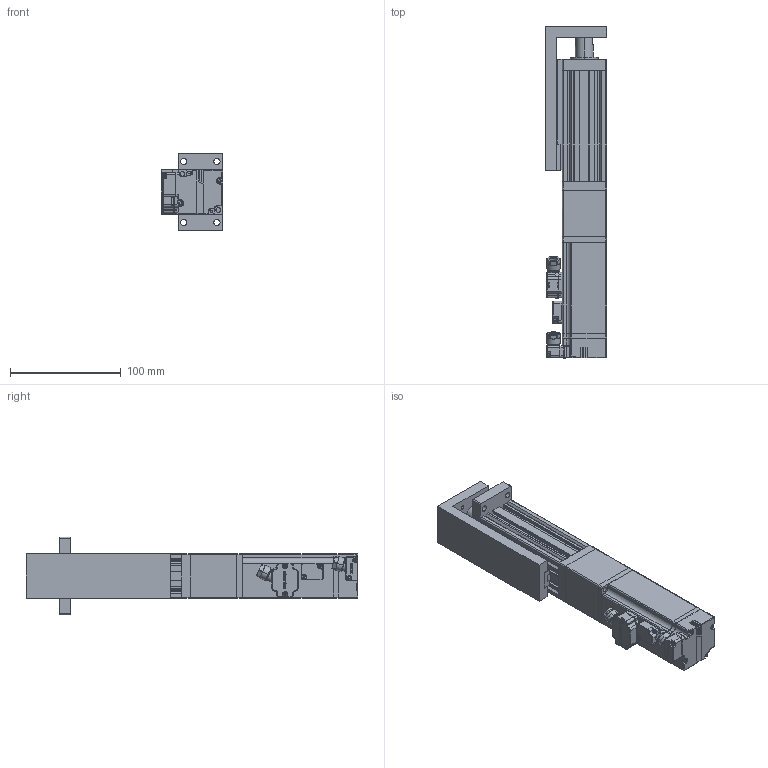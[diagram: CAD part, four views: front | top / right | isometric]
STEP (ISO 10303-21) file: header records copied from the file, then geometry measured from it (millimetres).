
FILE_DESCRIPTION (( 'STEP AP203' ), '1' );
FILE_NAME ('RLA40-2QF-0.85KN-L50-100mm-s.STEP', '2025-02-11T00:55:51', ( '微软用户' ), ( '微软中国' ), 'SwSTEP 2.0', 'SolidWorks 2022', '' );
FILE_SCHEMA (( 'CONFIG_CONTROL_DESIGN' ));
Length unit declared in the file: millimetre
Products named in the file (37): _1-SO-652320001_1_1_1.stp; RLA40-2QF-0.85KN-L50-100mm-s; 40缸行程50直联滑轨安装; _1-SOLI00_1_1_1.stp; 22060240_3_1.stp; 31090644--1-SOL000_1_1_1.stp; PLAIN_PARALLEL_KEYS-1-SOLID1_1_.stp; _1-SO-581010001_1_1_1.stp; 60_1_1_1.stp; _1-SO-660700001_1_1_1.stp; _1-SO-657780001_1_1_1.stp; _1-SO-509850001_1_1_1.stp; MS1H1-10B30CB-(x)332Z.stp; 10_1_1_1.stp; 22050011-LJ_4_1_1_1.stp; _1-SO-34370001_1_1_1.stp; _1-SO-180210001_1_1_1.stp; 导轨; 滑块; _1-SO-856720001_1_1_1.stp; 100W-3000带刹车; _1-SO-37490001_1_1_1.stp; 31090519--MS1H1-100001_1_1_1.stp; 21E8-005-1073-P4_2_1_1_1.stp; _1-SO-456000001_1_1_1.stp; MS1H1-10B30CB-A332Z_ASM_1-35383_ASM.stp; 31090646--1-SOL000_1_1_1.stp; _1-SO-257970001_1_1_1.stp; MS1H1-10B30CB-A332Z-S_ASM_1_ASM.stp; 21E8-005-1072-P4_2_1_1_1.stp; _1-SO-192530001_1_1_1.stp; MS1H1-10B30CB-A332Z_ASM_1-35348_ASM.stp; 滑板; _1-SO-366180001_1_1_1.stp; _1-SO-142980001_1_1_1.stp; MS1H1-10B30CB-A332Z_1_ASM_1_ASM_ASM.stp; 30_1_1_1.stp
Assembly tree (38 placements, depth 8):
  RLA40-2QF-0.85KN-L50-100mm-s
    40缸行程50直联滑轨安装
    导轨
    滑板
    滑块
    100W-3000带刹车
      MS1H1-10B30CB-(x)332Z.stp
        MS1H1-10B30CB-A332Z-S_ASM_1_ASM.stp
          MS1H1-10B30CB-A332Z_ASM_1-35383_ASM.stp
            MS1H1-10B30CB-A332Z_ASM_1-35348_ASM.stp
              MS1H1-10B30CB-A332Z_1_ASM_1_ASM_ASM.stp
                _1-SO-34370001_1_1_1.stp
                _1-SO-37490001_1_1_1.stp
                _1-SOLI00_1_1_1.stp
                _1-SO-142980001_1_1_1.stp
                _1-SO-180210001_1_1_1.stp
                _1-SO-192530001_1_1_1.stp
                60_1_1_1.stp
                _1-SO-257970001_1_1_1.stp
                _1-SO-366180001_1_1_1.stp
                _1-SO-456000001_1_1_1.stp
                PLAIN_PARALLEL_KEYS-1-SOLID1_1_.stp
                _1-SO-509850001_1_1_1.stp
                _1-SO-581010001_1_1_1.stp
                _1-SO-652320001_1_1_1.stp
                _1-SO-657780001_1_1_1.stp
                _1-SO-660700001_1_1_1.stp
                30_1_1_1.stp
                31090519--MS1H1-100001_1_1_1.stp
                31090644--1-SOL000_1_1_1.stp
                31090646--1-SOL000_1_1_1.stp
                _1-SO-856720001_1_1_1.stp
                10_1_1_1.stp
          22050011-LJ_4_1_1_1.stp  x2
          21E8-005-1072-P4_2_1_1_1.stp
          21E8-005-1073-P4_2_1_1_1.stp
          22060240_3_1.stp  x2
Bounding box: 55.01 x 299.2 x 70 mm (x, y, z)
Volume: 405252.3 mm3; surface area: 129565.8 mm2
Topology: 30 solids, 35 shells, 2075 faces, 5547 edges, 3621 vertices
Faces by surface type: plane 1241, cylinder 628, torus 88, bspline 67, cone 41, sphere 10
Entity records: 71517 total; most frequent: CARTESIAN_POINT 16258, ORIENTED_EDGE 10814, DIRECTION 10573, EDGE_CURVE 5411, VECTOR 3567, LINE 3567, VERTEX_POINT 3537, AXIS2_PLACEMENT_3D 3503
